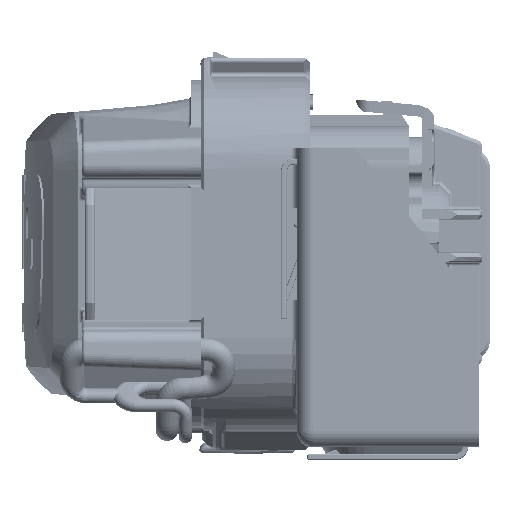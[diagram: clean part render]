
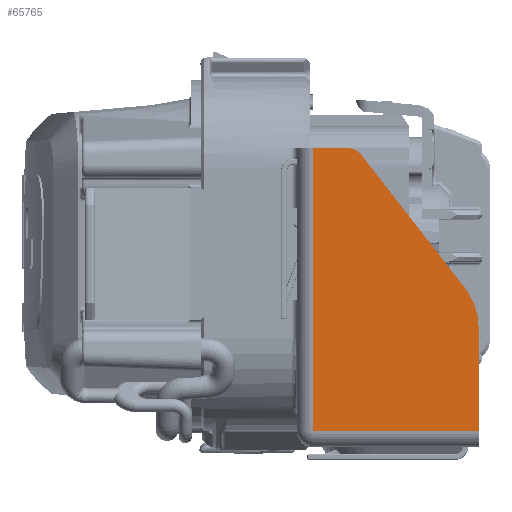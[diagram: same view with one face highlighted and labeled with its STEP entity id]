
A CAD part, left-side view. The second image highlights one B-rep face of the part: STEP entity #65765.
In plain terms, the highlighted planar face has unit normal (-1, 0, 0).
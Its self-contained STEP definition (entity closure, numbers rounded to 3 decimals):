
#9815=DIRECTION('',(0.,0.,1.));
#9816=VECTOR('',#9815,15.5);
#9817=CARTESIAN_POINT('',(-81.5,-36.,-26.75));
#9818=LINE('',#9817,#9816);
#19430=DIRECTION('',(0.,1.,0.));
#19431=VECTOR('',#19430,5.);
#19432=CARTESIAN_POINT('',(-81.5,-16.,16.));
#19433=LINE('',#19432,#19431);
#19443=DIRECTION('',(0.,0.,1.));
#19444=VECTOR('',#19443,42.75);
#19445=CARTESIAN_POINT('',(-81.5,-11.,-26.75));
#19446=LINE('',#19445,#19444);
#19447=CARTESIAN_POINT('',(-81.5,-16.,13.));
#19448=DIRECTION('',(1.,0.,0.));
#19449=DIRECTION('',(0.,0.,1.));
#19450=AXIS2_PLACEMENT_3D('',#19447,#19448,#19449);
#19452=DIRECTION('',(0.,-0.614,-0.789));
#19453=VECTOR('',#19452,25.28);
#19454=CARTESIAN_POINT('',(-81.5,-18.368,14.842));
#19455=LINE('',#19454,#19453);
#19456=CARTESIAN_POINT('',(-81.5,-26.,-11.25));
#19457=DIRECTION('',(1.,0.,0.));
#19458=DIRECTION('',(0.,-0.789,0.614));
#19459=AXIS2_PLACEMENT_3D('',#19456,#19457,#19458);
#19461=DIRECTION('',(0.,-1.,0.));
#19462=VECTOR('',#19461,25.);
#19463=CARTESIAN_POINT('',(-81.5,-11.,-26.75));
#19464=LINE('',#19463,#19462);
#31472=CARTESIAN_POINT('',(-81.5,-18.368,14.842));
#31473=CARTESIAN_POINT('',(-81.5,-33.892,-5.109));
#31474=VERTEX_POINT('',#31472);
#31475=VERTEX_POINT('',#31473);
#31476=CARTESIAN_POINT('',(-81.5,-16.,16.));
#31477=VERTEX_POINT('',#31476);
#31478=CARTESIAN_POINT('',(-81.5,-36.,-11.25));
#31479=VERTEX_POINT('',#31478);
#31488=CARTESIAN_POINT('',(-81.5,-36.,-26.75));
#31490=VERTEX_POINT('',#31488);
#31495=CARTESIAN_POINT('',(-81.5,-11.,16.));
#31497=VERTEX_POINT('',#31495);
#31498=CARTESIAN_POINT('',(-81.5,-11.,-26.75));
#31499=VERTEX_POINT('',#31498);
#65748=CARTESIAN_POINT('',(-81.5,-36.,-29.25));
#65749=DIRECTION('',(1.,0.,0.));
#65750=DIRECTION('',(0.,0.,1.));
#65751=AXIS2_PLACEMENT_3D('',#65748,#65749,#65750);
#65752=PLANE('',#65751);
#65754=ORIENTED_EDGE('',*,*,#65753,.T.);
#65755=ORIENTED_EDGE('',*,*,#65738,.F.);
#65756=ORIENTED_EDGE('',*,*,#65727,.T.);
#65757=ORIENTED_EDGE('',*,*,#65713,.T.);
#65759=ORIENTED_EDGE('',*,*,#65758,.T.);
#65760=ORIENTED_EDGE('',*,*,#49782,.F.);
#65762=ORIENTED_EDGE('',*,*,#65761,.F.);
#65763=EDGE_LOOP('',(#65754,#65755,#65756,#65757,#65759,#65760,#65762));
#65764=FACE_OUTER_BOUND('',#65763,.F.);
#65765=ADVANCED_FACE('',(#65764),#65752,.F.);
#19451=CIRCLE('',#19450,3.);
#19460=CIRCLE('',#19459,10.);
#49782=EDGE_CURVE('',#31490,#31479,#9818,.T.);
#65713=EDGE_CURVE('',#31474,#31475,#19455,.T.);
#65727=EDGE_CURVE('',#31477,#31474,#19451,.T.);
#65738=EDGE_CURVE('',#31477,#31497,#19433,.T.);
#65753=EDGE_CURVE('',#31499,#31497,#19446,.T.);
#65758=EDGE_CURVE('',#31475,#31479,#19460,.T.);
#65761=EDGE_CURVE('',#31499,#31490,#19464,.T.);
